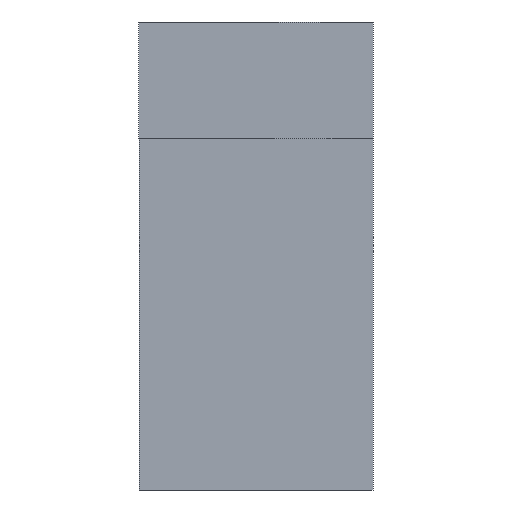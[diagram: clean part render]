
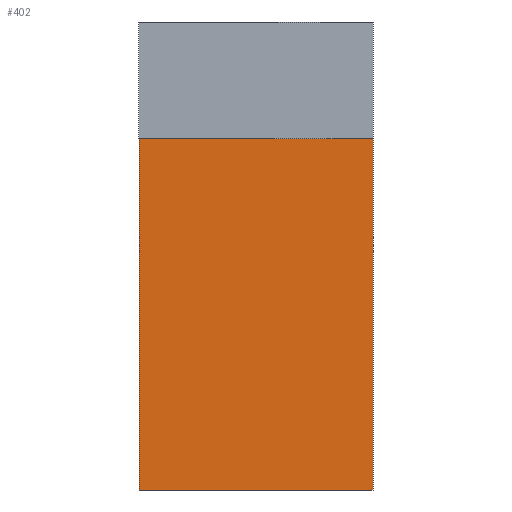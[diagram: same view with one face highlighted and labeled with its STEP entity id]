
A CAD part, left-side view. The second image highlights one B-rep face of the part: STEP entity #402.
In plain terms, the highlighted planar face has unit normal (-1, 0, 0).
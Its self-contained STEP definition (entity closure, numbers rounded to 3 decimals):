
#17=LINE($,#585,#65);
#18=LINE($,#587,#66);
#19=LINE($,#589,#67);
#20=LINE($,#590,#68);
#65=VECTOR($,#480,6.);
#66=VECTOR($,#481,9.);
#67=VECTOR($,#482,6.);
#68=VECTOR($,#483,9.);
#110=PLANE($,#433);
#146=FACE_OUTER_BOUND($,#166,.T.);
#166=EDGE_LOOP($,(#297,#298,#299,#300));
#204=VERTEX_POINT($,#583);
#205=VERTEX_POINT($,#584);
#206=VERTEX_POINT($,#586);
#207=VERTEX_POINT($,#588);
#242=EDGE_CURVE($,#204,#205,#17,.T.);
#243=EDGE_CURVE($,#204,#206,#18,.T.);
#244=EDGE_CURVE($,#207,#206,#19,.T.);
#245=EDGE_CURVE($,#205,#207,#20,.T.);
#297=ORIENTED_EDGE($,*,*,#242,.F.);
#298=ORIENTED_EDGE($,*,*,#243,.T.);
#299=ORIENTED_EDGE($,*,*,#244,.F.);
#300=ORIENTED_EDGE($,*,*,#245,.F.);
#402=ADVANCED_FACE($,(#146),#110,.T.);
#433=AXIS2_PLACEMENT_3D($,#582,#478,#479);
#478=DIRECTION('center_axis',(-1.,0.,0.));
#479=DIRECTION('ref_axis',(0.,1.,0.));
#480=DIRECTION($,(0.,-1.,0.));
#481=DIRECTION($,(0.,0.,-1.));
#482=DIRECTION($,(0.,1.,0.));
#483=DIRECTION($,(0.,0.,-1.));
#582=CARTESIAN_POINT('Origin',(22.75,0.,0.));
#583=CARTESIAN_POINT('',(22.75,6.,0.));
#584=CARTESIAN_POINT('',(22.75,0.,0.));
#585=CARTESIAN_POINT($,(22.75,1.5,0.));
#586=CARTESIAN_POINT('',(22.75,6.,-9.));
#587=CARTESIAN_POINT($,(22.75,6.,0.));
#588=CARTESIAN_POINT('',(22.75,0.,-9.));
#589=CARTESIAN_POINT($,(22.75,0.,-9.));
#590=CARTESIAN_POINT($,(22.75,0.,0.));
